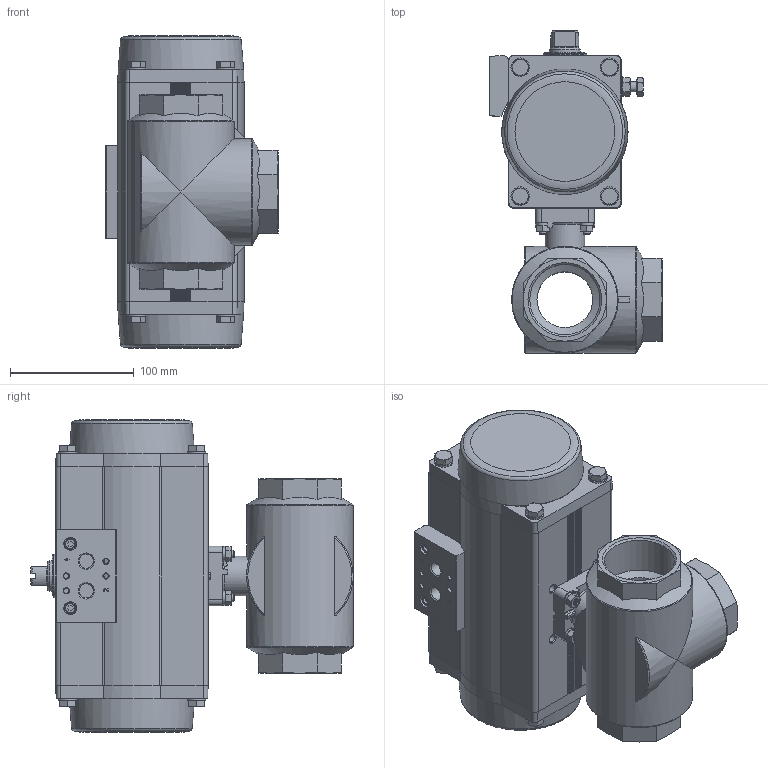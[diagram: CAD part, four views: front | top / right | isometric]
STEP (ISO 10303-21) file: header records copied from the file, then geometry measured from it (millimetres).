
FILE_DESCRIPTION(/* description */ ('STEP AP214'),/* implementation_level */ '2;1');
FILE_NAME(/* name */ '8070273_VZBM-A-2-RP-25-F-3L-B2-PB120',/* time_stamp */ '2024-09-18T03:24:03+02:00',/* author */ ('License CC BY-ND 4.0'),/* organization */ ('CADENAS'),/* preprocessor_version */ 'ST-DEVELOPER v19.3',/* originating_system */ 'PARTsolutions',/* authorisation */ ' ');
FILE_SCHEMA (('FEATURE_BASED_PROCESS_PLANNING','AUTOMOTIVE_DESIGN {1 0 10303 214 3 1 1}'));
Length unit declared in the file: millimetre
Products named in the file (11): 8070273 VZBM-A-2-RP-25-F-3L-B2-PB120; 4451865 VZBM-2-Rp-25-F-3L-F05-B2B3; 8042188 DFPD-120-90-RS-F05-------(housing); 8042188 DFPD-120(F05_0)---(shaft); 3639455 SCHEIBE 8.2X16X1.5-1.4301; 4114534 DFPD-120; DIN 934 - M8(F); 8082123 DARQ-R-A-S17-S14-17; 1142596 NL-6; ISO-4026 M6x30; ISO 4032 - M6(F)
Assembly tree (22 placements, depth 2):
  8070273 VZBM-A-2-RP-25-F-3L-B2-PB120
    4451865 VZBM-2-Rp-25-F-3L-F05-B2B3
    8042188 DFPD-120-90-RS-F05-------(housing)
    8042188 DFPD-120(F05_0)---(shaft)
    3639455 SCHEIBE 8.2X16X1.5-1.4301  x2
    4114534 DFPD-120  x2
    DIN 934 - M8(F)  x2
    8082123 DARQ-R-A-S17-S14-17
    1142596 NL-6  x4
    ISO-4026 M6x30  x4
    ISO 4032 - M6(F)  x4
Bounding box: 139 x 260 x 252.3 mm (x, y, z)
Volume: 3407490.1 mm3; surface area: 284743.1 mm2
Topology: 22 solids, 22 shells, 1047 faces, 2430 edges, 1486 vertices
Faces by surface type: plane 512, cone 290, cylinder 209, torus 34, sphere 2
Full cylindrical faces by diameter (mm): 2 x2, 4.134 x9, 4.917 x9, 6 x4, 6.5 x8, 6.647 x8, 8 x2, 8.2 x2, 8.5 x2, 10 x2, 10.8 x4, 11.445 x2, 12.2 x2, 12.8 x1, 13 x2, 15 x8, 16 x2, 17.2 x2, 24 x1, 25 x3, 29.7 x2, 29.9 x1, 30 x1, 32 x1, 35 x3, 36 x1, 40 x2, 40.5 x2, 42.8 x1, 45 x2
Entity records: 24311 total; most frequent: CARTESIAN_POINT 5264, DIRECTION 3857, ORIENTED_EDGE 3646, EDGE_CURVE 1823, AXIS2_PLACEMENT_3D 1539, VERTEX_POINT 1241, FACE_BOUND 1144, EDGE_LOOP 1128
